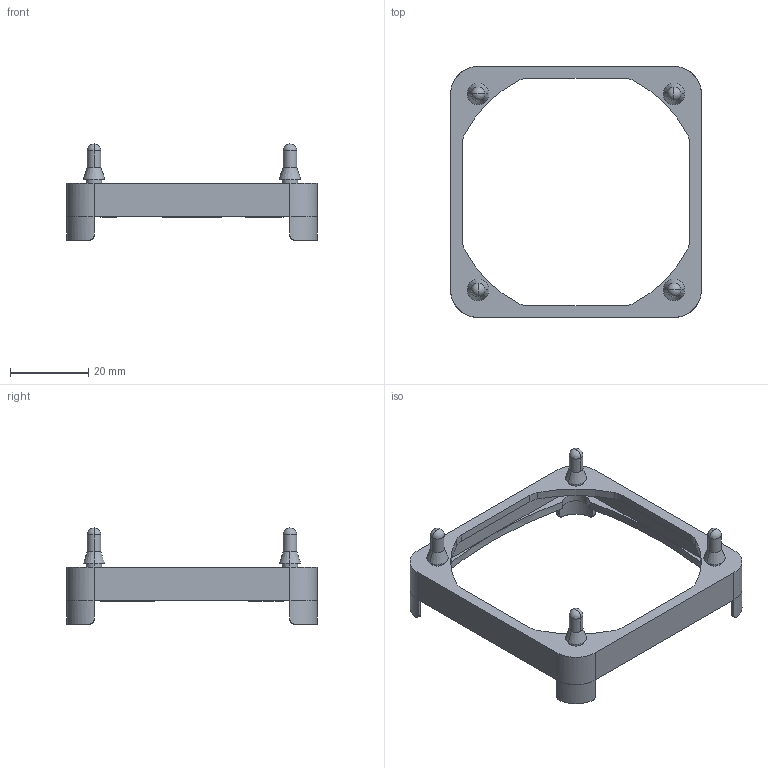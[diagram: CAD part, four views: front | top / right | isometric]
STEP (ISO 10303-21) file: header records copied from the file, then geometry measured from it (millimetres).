
FILE_DESCRIPTION((''),'2;1');
FILE_NAME('SLM-60-40-10-F ov.stp','2010-02-07T17:57:05',(''),(''),'Mechanical Desktop.R8.0.24.0','Mechanical Desktop.R8.0.24.0',', , ');
FILE_SCHEMA(('CONFIG_CONTROL_DESIGN'));
Length unit declared in the file: millimetre
Products named in the file (2): SLM-60-40-10-F OVA; SLM-60-40-10-F OV
Assembly tree (1 placements, depth 2):
  SLM-60-40-10-F OVA
    SLM-60-40-10-F OV
Bounding box: 64 x 64 x 24.5 mm (x, y, z)
Volume: 6368.9 mm3; surface area: 7583.9 mm2
Topology: 1 solids, 1 shells, 1911 faces, 5397 edges, 3565 vertices
Faces by surface type: bspline 1422, plane 342, cylinder 111, sphere 24, cone 8, torus 4
Entity records: 69851 total; most frequent: CARTESIAN_POINT 30149, ORIENTED_EDGE 10730, EDGE_CURVE 5365, DIRECTION 3742, VERTEX_POINT 3557, B_SPLINE_CURVE_WITH_KNOTS 2860, VECTOR 2250, LINE 2250
